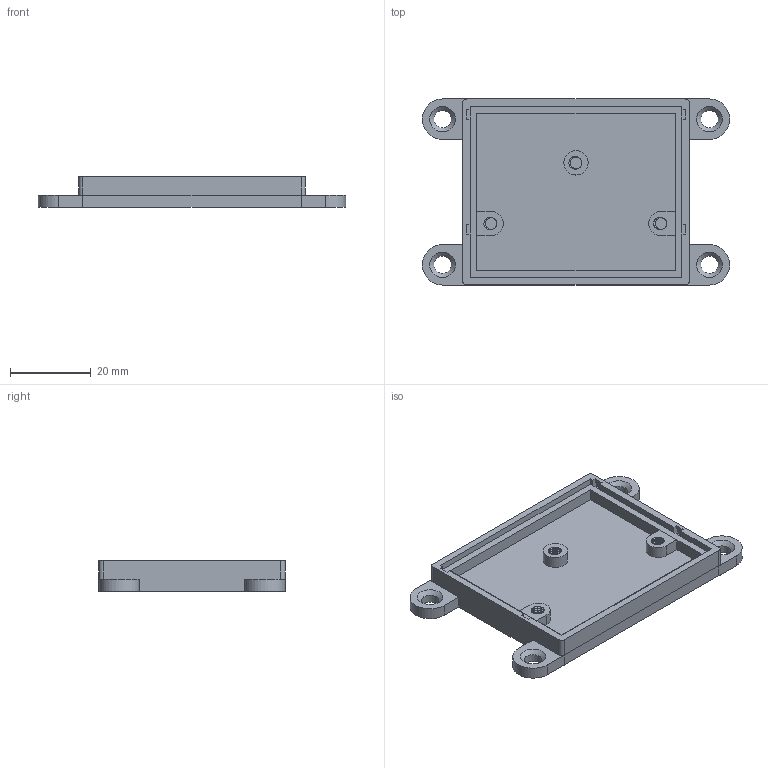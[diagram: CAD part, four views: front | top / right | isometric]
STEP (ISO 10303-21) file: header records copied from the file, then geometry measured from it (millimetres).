
FILE_DESCRIPTION(('FreeCAD Model'),'2;1');
FILE_NAME('Open CASCADE Shape Model','2024-04-28T22:49:41',( 'Jan Graichen'),(''),'Open CASCADE STEP processor 7.6','FreeCAD', 'Unknown');
FILE_SCHEMA(('AUTOMOTIVE_DESIGN { 1 0 10303 214 1 1 1 1 }'));
Length unit declared in the file: millimetre
Products named in the file (1): Case_Base
Bounding box: 76 x 46 x 7.6 mm (x, y, z)
Volume: 11349.4 mm3; surface area: 8749.2 mm2
Topology: 1 solids, 1 shells, 174 faces, 406 edges, 240 vertices
Faces by surface type: plane 83, bspline 54, cylinder 33, cone 4
Full cylindrical faces by diameter (mm): 2.921 x15, 4.3 x4, 6 x1
Entity records: 19637 total; most frequent: CARTESIAN_POINT 11788, DIRECTION 1282, LINE 902, VECTOR 902, ORIENTED_EDGE 812, PCURVE 812, DEFINITIONAL_REPRESENTATION 812, EDGE_CURVE 406
